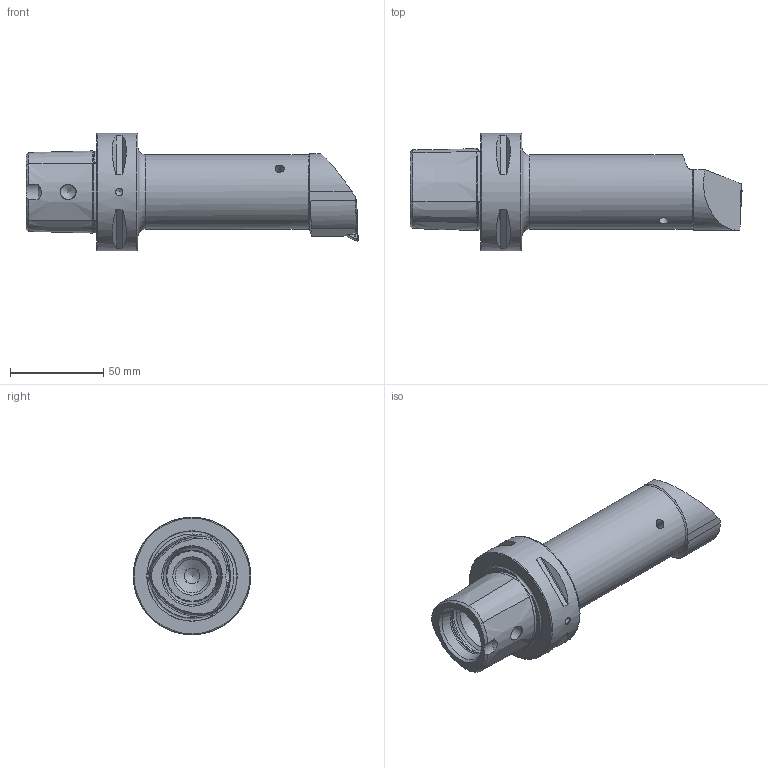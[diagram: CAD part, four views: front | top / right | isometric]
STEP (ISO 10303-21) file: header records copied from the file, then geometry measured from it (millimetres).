
FILE_DESCRIPTION (( 'STEP AP214' ), '1' );
FILE_NAME ('PS6.BGB.RGA.140.STEP', '2020-11-20T15:52:11', ( '' ), ( '' ), 'SwSTEP 2.0', 'SolidWorks 2017', '' );
FILE_SCHEMA (( 'AUTOMOTIVE_DESIGN' ));
Length unit declared in the file: millimetre
Products named in the file (6): PS6.BGB.RGA.140; PS6-BGB.RGA.140_A_Fertigbearbeitung; LT16EL; WGB-ER3.001.007_A; WGB-ER2.101.003_A; WGB-ER2.001.012_A
Assembly tree (5 placements, depth 2):
  PS6.BGB.RGA.140
    PS6-BGB.RGA.140_A_Fertigbearbeitung
    WGB-ER2.001.012_A
    WGB-ER2.101.003_A
    LT16EL
    WGB-ER3.001.007_A
Bounding box: 178 x 63 x 63 mm (x, y, z)
Volume: 224133.5 mm3; surface area: 37585.9 mm2
Topology: 5 solids, 5 shells, 227 faces, 564 edges, 352 vertices
Faces by surface type: plane 87, cylinder 67, cone 53, torus 20
Full cylindrical faces by diameter (mm): 2.578 x2, 2.775 x1, 3 x1, 3.175 x1, 4 x2, 4.025 x1, 4.2 x3, 5 x1, 5.5 x2, 8.1 x2, 8.5 x1, 18 x1, 28 x2, 32 x1, 40 x1, 63 x1
Entity records: 7382 total; most frequent: CARTESIAN_POINT 2141, DIRECTION 1018, ORIENTED_EDGE 978, EDGE_CURVE 489, AXIS2_PLACEMENT_3D 399, VERTEX_POINT 331, EDGE_LOOP 296, FACE_OUTER_BOUND 260
